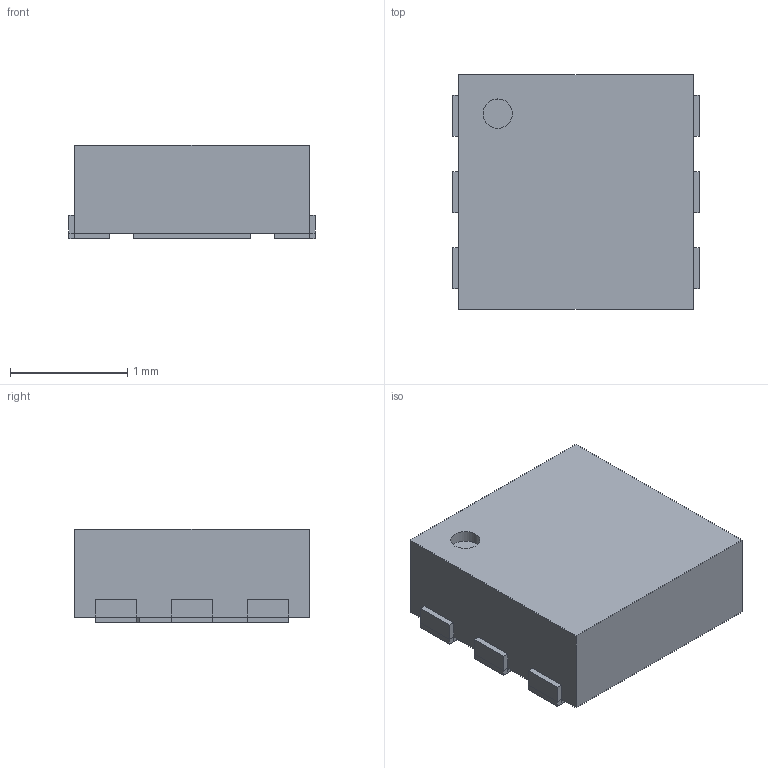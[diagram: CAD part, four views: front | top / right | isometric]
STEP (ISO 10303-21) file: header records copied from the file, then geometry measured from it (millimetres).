
FILE_DESCRIPTION(('Open CASCADE Model'),'2;1');
FILE_NAME('Open CASCADE Shape Model','2020-04-03T14:08:02',('Author'),( 'Open CASCADE'),'Open CASCADE STEP processor 6.8','Open CASCADE 6.8' ,'Unknown');
FILE_SCHEMA(('AUTOMOTIVE_DESIGN_CC2 { 1 2 10303 214 -1 1 5 4 }'));
Length unit declared in the file: millimetre
Products named in the file (7): SON65P200X80_HS-7N.step; Open CASCADE STEP translator 6.8 25.1; Body; Open CASCADE STEP translator 6.8 25.2.1; Thermal_Shape; Pin_Shape; Open CASCADE STEP translator 6.8 25.4.1
Assembly tree (11 placements, depth 3):
  SON65P200X80_HS-7N.step
    Open CASCADE STEP translator 6.8 25.1
    Body
      Open CASCADE STEP translator 6.8 25.2.1
    Thermal_Shape
    Pin_Shape  x6
      Open CASCADE STEP translator 6.8 25.4.1
Bounding box: 2.1 x 2 x 0.8 mm (x, y, z)
Volume: 3.1 mm3; surface area: 20.1 mm2
Topology: 8 solids, 9 shells, 100 faces, 199 edges, 117 vertices
Faces by surface type: plane 99, cylinder 1
Full cylindrical faces by diameter (mm): 0.25 x1
Entity records: 1708 total; most frequent: CARTESIAN_POINT 263, DIRECTION 260, LINE 168, VECTOR 168, ORIENTED_EDGE 117, PCURVE 117, DEFINITIONAL_REPRESENTATION 117, EDGE_CURVE 59
